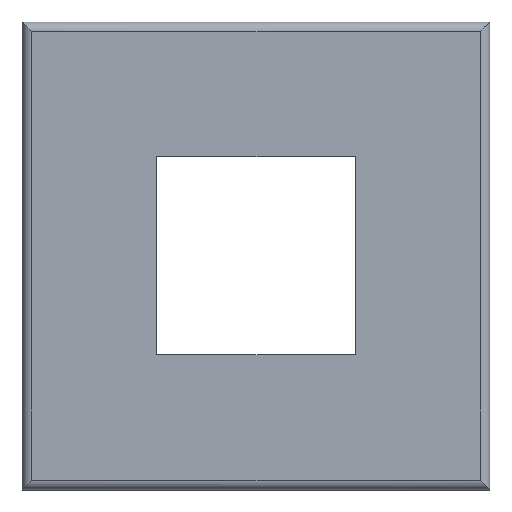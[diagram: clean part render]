
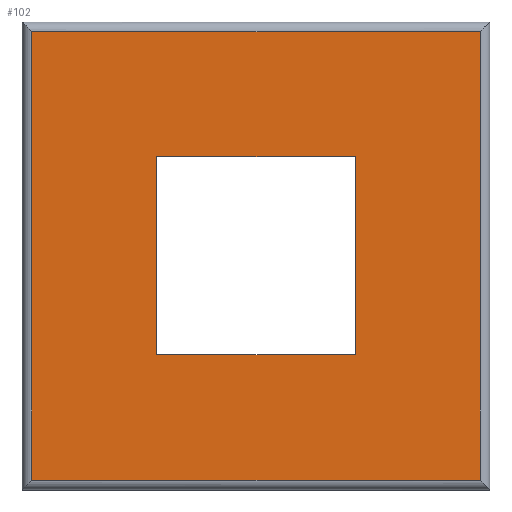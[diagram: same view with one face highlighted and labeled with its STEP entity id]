
A CAD part, top view. The second image highlights one B-rep face of the part: STEP entity #102.
In plain terms, the highlighted planar face has unit normal (0, 0, 1).
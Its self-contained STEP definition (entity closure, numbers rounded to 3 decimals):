
#102=ADVANCED_FACE('',(#183,#184),#131,.F.);
#131=PLANE('',#717);
#183=FACE_BOUND('',#221,.T.);
#184=FACE_BOUND('',#222,.T.);
#221=EDGE_LOOP('',(#329,#330,#331,#332));
#222=EDGE_LOOP('',(#333,#334,#335,#336));
#329=ORIENTED_EDGE('',*,*,#483,.T.);
#330=ORIENTED_EDGE('',*,*,#478,.T.);
#331=ORIENTED_EDGE('',*,*,#485,.T.);
#332=ORIENTED_EDGE('',*,*,#486,.T.);
#333=ORIENTED_EDGE('',*,*,#498,.T.);
#334=ORIENTED_EDGE('',*,*,#495,.T.);
#335=ORIENTED_EDGE('',*,*,#492,.T.);
#336=ORIENTED_EDGE('',*,*,#489,.T.);
#423=VERTEX_POINT('',#1833);
#424=VERTEX_POINT('',#1835);
#426=VERTEX_POINT('',#1841);
#428=VERTEX_POINT('',#1847);
#429=VERTEX_POINT('',#1854);
#431=VERTEX_POINT('',#1857);
#433=VERTEX_POINT('',#1863);
#435=VERTEX_POINT('',#1869);
#478=EDGE_CURVE('',#424,#423,#599,.T.);
#483=EDGE_CURVE('',#426,#424,#602,.T.);
#485=EDGE_CURVE('',#423,#428,#603,.T.);
#486=EDGE_CURVE('',#428,#426,#604,.T.);
#489=EDGE_CURVE('',#431,#429,#607,.T.);
#492=EDGE_CURVE('',#433,#431,#610,.T.);
#495=EDGE_CURVE('',#435,#433,#613,.T.);
#498=EDGE_CURVE('',#429,#435,#616,.T.);
#599=LINE('',#1834,#651);
#602=LINE('',#1844,#654);
#603=LINE('',#1848,#655);
#604=LINE('',#1850,#656);
#607=LINE('',#1856,#659);
#610=LINE('',#1862,#662);
#613=LINE('',#1868,#665);
#616=LINE('',#1874,#668);
#651=VECTOR('',#779,1.);
#654=VECTOR('',#788,1.);
#655=VECTOR('',#793,1.);
#656=VECTOR('',#796,1.);
#659=VECTOR('',#801,1.);
#662=VECTOR('',#806,1.);
#665=VECTOR('',#811,1.);
#668=VECTOR('',#816,1.);
#717=AXIS2_PLACEMENT_3D('',#1902,#845,#846);
#779=DIRECTION('',(1.,0.,0.));
#788=DIRECTION('',(0.,-1.,0.));
#793=DIRECTION('',(0.,1.,0.));
#796=DIRECTION('',(-1.,0.,0.));
#801=DIRECTION('',(-1.,0.,0.));
#806=DIRECTION('',(0.,-1.,0.));
#811=DIRECTION('',(1.,0.,0.));
#816=DIRECTION('',(0.,1.,0.));
#845=DIRECTION('',(0.,0.,-1.));
#846=DIRECTION('',(-1.,0.,0.));
#1833=CARTESIAN_POINT('',(34.5,-34.5,0.));
#1834=CARTESIAN_POINT('',(0.,-34.5,0.));
#1835=CARTESIAN_POINT('',(-34.5,-34.5,0.));
#1841=CARTESIAN_POINT('',(-34.5,34.5,0.));
#1844=CARTESIAN_POINT('',(-34.5,0.,0.));
#1847=CARTESIAN_POINT('',(34.5,34.5,0.));
#1848=CARTESIAN_POINT('',(34.5,0.,0.));
#1850=CARTESIAN_POINT('',(0.,34.5,0.));
#1854=CARTESIAN_POINT('',(-15.25,-15.25,0.));
#1856=CARTESIAN_POINT('',(15.25,-15.25,0.));
#1857=CARTESIAN_POINT('',(15.25,-15.25,0.));
#1862=CARTESIAN_POINT('',(15.25,15.25,0.));
#1863=CARTESIAN_POINT('',(15.25,15.25,0.));
#1868=CARTESIAN_POINT('',(-15.25,15.25,0.));
#1869=CARTESIAN_POINT('',(-15.25,15.25,0.));
#1874=CARTESIAN_POINT('',(-15.25,-15.25,0.));
#1902=CARTESIAN_POINT('',(0.,0.,0.));
